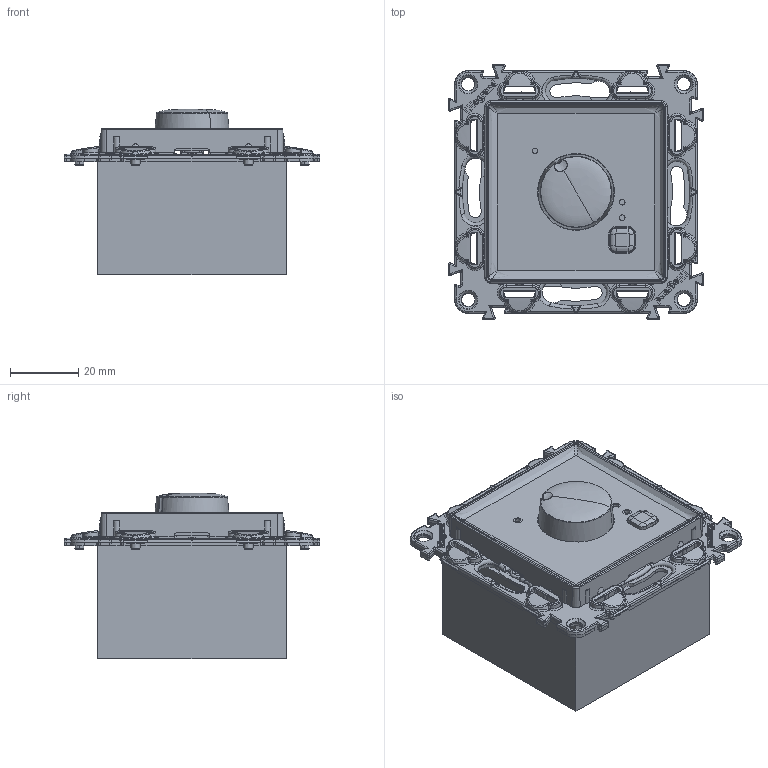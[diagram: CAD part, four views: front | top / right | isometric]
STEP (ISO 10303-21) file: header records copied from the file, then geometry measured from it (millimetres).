
FILE_DESCRIPTION(('CATIA V5 STEP Exchange','CAx-IF Rec.Pracs.--- Model Styling and Organization---1.4--- 2014-01-23'),'2;1');
FILE_NAME('752133_AllCATPart.stp','2020-02-13T09:42:57+00:00',('none'),('none'),'CATIA Version 5-6 Release 2017 SP3','CATIA V5 STEP AP214','none');
FILE_SCHEMA(('AUTOMOTIVE_DESIGN { 1 0 10303 214 1 1 1 1 }'));
Products named in the file (1): 752133_AllCATPart
Bounding box: 74.7 x 74.7 x 48.3 mm (x, y, z)
Volume: 116225.7 mm3; surface area: 37744.2 mm2
Topology: 1 solids, 3 shells, 9587 faces, 27650 edges, 18096 vertices
Faces by surface type: plane 7649, cylinder 825, bspline 376, cone 302, torus 191, extrusion 175, sphere 63, revolution 6
Entity records: 337987 total; most frequent: CARTESIAN_POINT 96150, ORIENTED_EDGE 55106, DIRECTION 37455, EDGE_CURVE 27553, VECTOR 20186, LINE 20011, VERTEX_POINT 18096, EDGE_LOOP 9941
